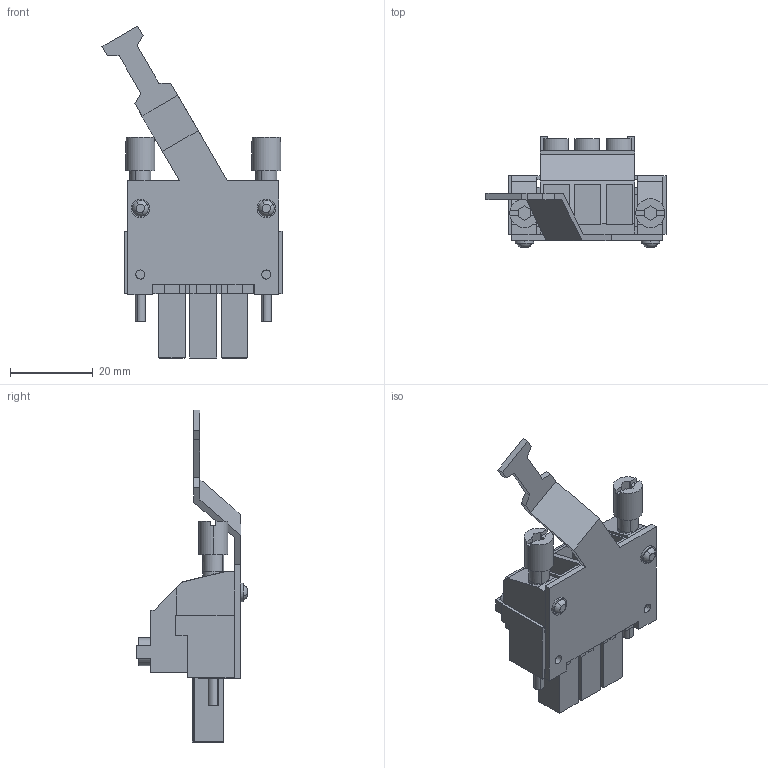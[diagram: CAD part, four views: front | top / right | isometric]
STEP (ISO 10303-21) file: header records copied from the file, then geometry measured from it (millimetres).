
FILE_DESCRIPTION(('CATIA V5R24 STEP','CAx-IF Rec.Pracs.--- Model Styling and Organization---1.2---2011-12-15'),'2;1');
FILE_NAME ('D1459508_0_1933430000_1933430000.stp','2018-02-05T12:05:16+00:00',('none'),('Weidmueller'),'CATIA Version 5-6 Release 2014 SP4 HF52','CATIA V5 STEP AP214','none');
FILE_SCHEMA(('AUTOMOTIVE_DESIGN { 1 0 10303 214 1 1 1 1 }'));
Length unit declared in the file: millimetre
Products named in the file (1): 1933430000
Bounding box: 43.57 x 26.8 x 80.32 mm (x, y, z)
Volume: 16950 mm3; surface area: 15373.8 mm2
Topology: 11 solids, 11 shells, 524 faces, 1427 edges, 950 vertices
Faces by surface type: plane 444, cylinder 66, sphere 8, extrusion 6
Entity records: 16458 total; most frequent: CARTESIAN_POINT 3304, ORIENTED_EDGE 2854, DIRECTION 2234, EDGE_CURVE 1427, VECTOR 1241, LINE 1235, VERTEX_POINT 950, EDGE_LOOP 577
